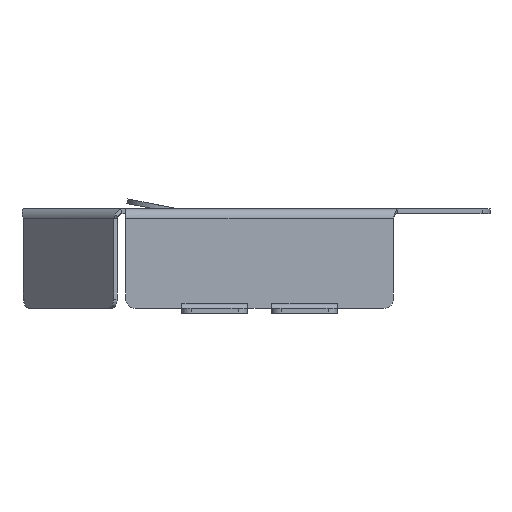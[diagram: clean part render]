
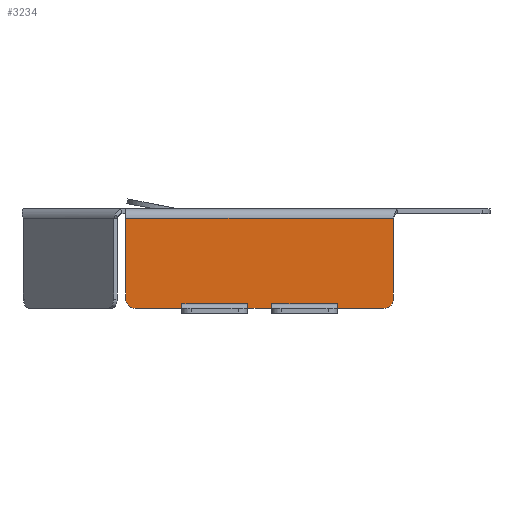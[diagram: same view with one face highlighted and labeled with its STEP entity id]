
A CAD part, left-side view. The second image highlights one B-rep face of the part: STEP entity #3234.
In plain terms, the highlighted planar face has unit normal (-1, 0, 0).
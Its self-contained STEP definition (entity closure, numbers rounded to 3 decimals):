
#78=CIRCLE('',#3478,0.3);
#80=CIRCLE('',#3482,0.3);
#247=FACE_OUTER_BOUND('',#445,.T.);
#445=EDGE_LOOP('',(#2426,#2427,#2428,#2429,#2430,#2431,#2432,#2433,#2434,
#2435,#2436,#2437,#2438,#2439,#2440,#2441,#2442,#2443,#2444,#2445,#2446,
#2447));
#729=LINE('',#4982,#1101);
#732=LINE('',#4988,#1104);
#733=LINE('',#4990,#1105);
#734=LINE('',#4992,#1106);
#735=LINE('',#4994,#1107);
#736=LINE('',#4996,#1108);
#737=LINE('',#4998,#1109);
#738=LINE('',#5000,#1110);
#739=LINE('',#5002,#1111);
#740=LINE('',#5004,#1112);
#741=LINE('',#5006,#1113);
#742=LINE('',#5008,#1114);
#743=LINE('',#5010,#1115);
#744=LINE('',#5012,#1116);
#745=LINE('',#5014,#1117);
#746=LINE('',#5016,#1118);
#747=LINE('',#5018,#1119);
#748=LINE('',#5020,#1120);
#749=LINE('',#5024,#1121);
#750=LINE('',#5025,#1122);
#1101=VECTOR('',#4027,0.216);
#1104=VECTOR('',#4032,10.);
#1105=VECTOR('',#4033,10.);
#1106=VECTOR('',#4034,10.);
#1107=VECTOR('',#4035,10.);
#1108=VECTOR('',#4036,10.);
#1109=VECTOR('',#4037,10.);
#1110=VECTOR('',#4038,10.);
#1111=VECTOR('',#4039,10.);
#1112=VECTOR('',#4040,10.);
#1113=VECTOR('',#4041,10.);
#1114=VECTOR('',#4042,10.);
#1115=VECTOR('',#4043,10.);
#1116=VECTOR('',#4044,10.);
#1117=VECTOR('',#4045,10.);
#1118=VECTOR('',#4046,10.);
#1119=VECTOR('',#4047,10.);
#1120=VECTOR('',#4048,10.);
#1121=VECTOR('',#4051,10.);
#1122=VECTOR('',#4052,10.);
#1445=VERTEX_POINT('',#4972);
#1446=VERTEX_POINT('',#4973);
#1449=VERTEX_POINT('',#4981);
#1451=VERTEX_POINT('',#4987);
#1452=VERTEX_POINT('',#4989);
#1453=VERTEX_POINT('',#4991);
#1454=VERTEX_POINT('',#4993);
#1455=VERTEX_POINT('',#4995);
#1456=VERTEX_POINT('',#4997);
#1457=VERTEX_POINT('',#4999);
#1458=VERTEX_POINT('',#5001);
#1459=VERTEX_POINT('',#5003);
#1460=VERTEX_POINT('',#5005);
#1461=VERTEX_POINT('',#5007);
#1462=VERTEX_POINT('',#5009);
#1463=VERTEX_POINT('',#5011);
#1464=VERTEX_POINT('',#5013);
#1465=VERTEX_POINT('',#5015);
#1466=VERTEX_POINT('',#5017);
#1467=VERTEX_POINT('',#5019);
#1468=VERTEX_POINT('',#5021);
#1469=VERTEX_POINT('',#5023);
#1795=EDGE_CURVE('',#1445,#1446,#78,.T.);
#1799=EDGE_CURVE('',#1449,#1446,#729,.T.);
#1802=EDGE_CURVE('',#1445,#1451,#732,.T.);
#1803=EDGE_CURVE('',#1451,#1452,#733,.T.);
#1804=EDGE_CURVE('',#1452,#1453,#734,.T.);
#1805=EDGE_CURVE('',#1453,#1454,#735,.T.);
#1806=EDGE_CURVE('',#1454,#1455,#736,.T.);
#1807=EDGE_CURVE('',#1455,#1456,#737,.T.);
#1808=EDGE_CURVE('',#1456,#1457,#738,.T.);
#1809=EDGE_CURVE('',#1457,#1458,#739,.T.);
#1810=EDGE_CURVE('',#1458,#1459,#740,.T.);
#1811=EDGE_CURVE('',#1459,#1460,#741,.T.);
#1812=EDGE_CURVE('',#1460,#1461,#742,.T.);
#1813=EDGE_CURVE('',#1461,#1462,#743,.T.);
#1814=EDGE_CURVE('',#1462,#1463,#744,.T.);
#1815=EDGE_CURVE('',#1463,#1464,#745,.T.);
#1816=EDGE_CURVE('',#1464,#1465,#746,.T.);
#1817=EDGE_CURVE('',#1465,#1466,#747,.T.);
#1818=EDGE_CURVE('',#1466,#1467,#748,.T.);
#1819=EDGE_CURVE('',#1468,#1467,#80,.T.);
#1820=EDGE_CURVE('',#1468,#1469,#749,.T.);
#1821=EDGE_CURVE('',#1469,#1449,#750,.T.);
#2426=ORIENTED_EDGE('',*,*,#1795,.F.);
#2427=ORIENTED_EDGE('',*,*,#1802,.T.);
#2428=ORIENTED_EDGE('',*,*,#1803,.T.);
#2429=ORIENTED_EDGE('',*,*,#1804,.T.);
#2430=ORIENTED_EDGE('',*,*,#1805,.T.);
#2431=ORIENTED_EDGE('',*,*,#1806,.T.);
#2432=ORIENTED_EDGE('',*,*,#1807,.T.);
#2433=ORIENTED_EDGE('',*,*,#1808,.T.);
#2434=ORIENTED_EDGE('',*,*,#1809,.T.);
#2435=ORIENTED_EDGE('',*,*,#1810,.T.);
#2436=ORIENTED_EDGE('',*,*,#1811,.T.);
#2437=ORIENTED_EDGE('',*,*,#1812,.T.);
#2438=ORIENTED_EDGE('',*,*,#1813,.T.);
#2439=ORIENTED_EDGE('',*,*,#1814,.T.);
#2440=ORIENTED_EDGE('',*,*,#1815,.T.);
#2441=ORIENTED_EDGE('',*,*,#1816,.T.);
#2442=ORIENTED_EDGE('',*,*,#1817,.T.);
#2443=ORIENTED_EDGE('',*,*,#1818,.T.);
#2444=ORIENTED_EDGE('',*,*,#1819,.F.);
#2445=ORIENTED_EDGE('',*,*,#1820,.T.);
#2446=ORIENTED_EDGE('',*,*,#1821,.T.);
#2447=ORIENTED_EDGE('',*,*,#1799,.T.);
#3081=PLANE('',#3481);
#3234=ADVANCED_FACE('',(#247),#3081,.T.);
#3478=AXIS2_PLACEMENT_3D('',#4974,#4019,#4020);
#3481=AXIS2_PLACEMENT_3D('',#4986,#4030,#4031);
#3482=AXIS2_PLACEMENT_3D('',#5022,#4049,#4050);
#4019=DIRECTION('center_axis',(1.,0.,0.));
#4020=DIRECTION('ref_axis',(0.,0.707,-0.707));
#4027=DIRECTION('',(0.,0.,-1.));
#4030=DIRECTION('center_axis',(-1.,0.,0.));
#4031=DIRECTION('ref_axis',(0.,0.,1.));
#4032=DIRECTION('',(0.,-1.,0.));
#4033=DIRECTION('',(0.,0.,1.));
#4034=DIRECTION('',(0.,-1.,0.));
#4035=DIRECTION('',(0.,0.,-1.));
#4036=DIRECTION('',(0.,-1.,0.));
#4037=DIRECTION('',(0.,0.,1.));
#4038=DIRECTION('',(0.,-1.,0.));
#4039=DIRECTION('',(0.,0.,-1.));
#4040=DIRECTION('',(0.,-1.,0.));
#4041=DIRECTION('',(0.,0.,1.));
#4042=DIRECTION('',(0.,-1.,0.));
#4043=DIRECTION('',(0.,0.,-1.));
#4044=DIRECTION('',(0.,-1.,0.));
#4045=DIRECTION('',(0.,0.,1.));
#4046=DIRECTION('',(0.,-1.,0.));
#4047=DIRECTION('',(0.,0.,-1.));
#4048=DIRECTION('',(0.,-1.,0.));
#4049=DIRECTION('center_axis',(1.,0.,0.));
#4050=DIRECTION('ref_axis',(0.,-0.707,-0.707));
#4051=DIRECTION('',(0.,0.,1.));
#4052=DIRECTION('',(0.,1.,0.));
#4972=CARTESIAN_POINT('',(-10.775,4.007,-3.05));
#4973=CARTESIAN_POINT('',(-10.775,4.307,-2.75));
#4974=CARTESIAN_POINT('Origin',(-10.775,4.007,-2.75));
#4981=CARTESIAN_POINT('',(-10.775,4.307,-0.15));
#4982=CARTESIAN_POINT('',(-10.775,4.307,0.529));
#4986=CARTESIAN_POINT('Origin',(-10.775,-0.027,-1.419));
#4987=CARTESIAN_POINT('',(-10.775,2.51,-3.05));
#4988=CARTESIAN_POINT('',(-10.775,-4.3,-3.05));
#4989=CARTESIAN_POINT('',(-10.775,2.51,-2.89));
#4990=CARTESIAN_POINT('',(-10.775,2.51,-2.155));
#4991=CARTESIAN_POINT('',(-10.775,2.5,-2.89));
#4992=CARTESIAN_POINT('',(-10.775,1.236,-2.89));
#4993=CARTESIAN_POINT('',(-10.775,2.5,-2.9));
#4994=CARTESIAN_POINT('',(-10.775,2.5,-2.235));
#4995=CARTESIAN_POINT('',(-10.775,0.393,-2.9));
#4996=CARTESIAN_POINT('',(-10.775,0.183,-2.9));
#4997=CARTESIAN_POINT('',(-10.775,0.393,-2.89));
#4998=CARTESIAN_POINT('',(-10.775,0.393,-2.155));
#4999=CARTESIAN_POINT('',(-10.775,0.383,-2.89));
#5000=CARTESIAN_POINT('',(-10.775,0.178,-2.89));
#5001=CARTESIAN_POINT('',(-10.775,0.383,-3.05));
#5002=CARTESIAN_POINT('',(-10.775,0.383,-2.235));
#5003=CARTESIAN_POINT('',(-10.775,-0.383,-3.05));
#5004=CARTESIAN_POINT('',(-10.775,-4.3,-3.05));
#5005=CARTESIAN_POINT('',(-10.775,-0.383,-2.89));
#5006=CARTESIAN_POINT('',(-10.775,-0.383,-2.235));
#5007=CARTESIAN_POINT('',(-10.775,-0.393,-2.89));
#5008=CARTESIAN_POINT('',(-10.775,-0.205,-2.89));
#5009=CARTESIAN_POINT('',(-10.775,-0.393,-2.9));
#5010=CARTESIAN_POINT('',(-10.775,-0.393,-2.155));
#5011=CARTESIAN_POINT('',(-10.775,-2.5,-2.9));
#5012=CARTESIAN_POINT('',(-10.775,-0.21,-2.9));
#5013=CARTESIAN_POINT('',(-10.775,-2.5,-2.89));
#5014=CARTESIAN_POINT('',(-10.775,-2.5,-2.235));
#5015=CARTESIAN_POINT('',(-10.775,-2.51,-2.89));
#5016=CARTESIAN_POINT('',(-10.775,-1.264,-2.89));
#5017=CARTESIAN_POINT('',(-10.775,-2.51,-3.05));
#5018=CARTESIAN_POINT('',(-10.775,-2.51,-2.155));
#5019=CARTESIAN_POINT('',(-10.775,-4.,-3.05));
#5020=CARTESIAN_POINT('',(-10.775,-4.3,-3.05));
#5021=CARTESIAN_POINT('',(-10.775,-4.3,-2.75));
#5022=CARTESIAN_POINT('Origin',(-10.775,-4.,-2.75));
#5023=CARTESIAN_POINT('',(-10.775,-4.3,-0.15));
#5024=CARTESIAN_POINT('',(-10.775,-4.3,-0.15));
#5025=CARTESIAN_POINT('',(-10.775,-0.046,-0.15));
